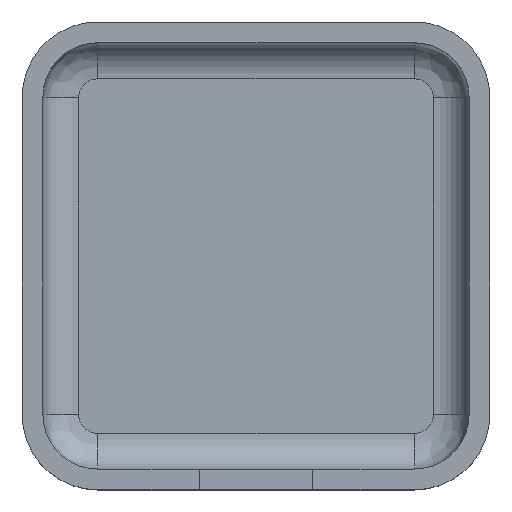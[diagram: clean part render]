
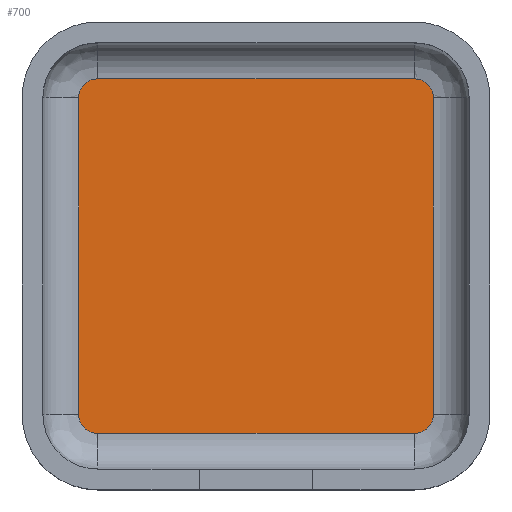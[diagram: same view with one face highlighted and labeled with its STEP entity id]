
A CAD part, top view. The second image highlights one B-rep face of the part: STEP entity #700.
In plain terms, the highlighted planar face has unit normal (0, 0, 1).
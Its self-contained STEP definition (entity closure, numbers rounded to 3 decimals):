
#37=PLANE('',#780);
#69=FACE_OUTER_BOUND('',#113,.T.);
#113=EDGE_LOOP('',(#556,#557,#558,#559,#560,#561,#562,#563));
#158=LINE('',#1120,#213);
#163=LINE('',#1148,#218);
#168=LINE('',#1176,#223);
#172=LINE('',#1200,#227);
#213=VECTOR('',#888,10.);
#218=VECTOR('',#909,10.);
#223=VECTOR('',#930,10.);
#227=VECTOR('',#950,10.);
#251=CIRCLE('',#750,2.5);
#256=CIRCLE('',#758,2.5);
#261=CIRCLE('',#766,2.5);
#266=CIRCLE('',#774,2.5);
#312=VERTEX_POINT('',#1107);
#313=VERTEX_POINT('',#1109);
#316=VERTEX_POINT('',#1119);
#319=VERTEX_POINT('',#1137);
#322=VERTEX_POINT('',#1147);
#325=VERTEX_POINT('',#1165);
#328=VERTEX_POINT('',#1175);
#331=VERTEX_POINT('',#1193);
#382=EDGE_CURVE('',#313,#312,#251,.T.);
#387=EDGE_CURVE('',#316,#313,#158,.T.);
#392=EDGE_CURVE('',#319,#316,#256,.T.);
#397=EDGE_CURVE('',#322,#319,#163,.T.);
#402=EDGE_CURVE('',#325,#322,#261,.T.);
#407=EDGE_CURVE('',#328,#325,#168,.T.);
#412=EDGE_CURVE('',#331,#328,#266,.T.);
#416=EDGE_CURVE('',#312,#331,#172,.T.);
#556=ORIENTED_EDGE('',*,*,#382,.T.);
#557=ORIENTED_EDGE('',*,*,#416,.T.);
#558=ORIENTED_EDGE('',*,*,#412,.T.);
#559=ORIENTED_EDGE('',*,*,#407,.T.);
#560=ORIENTED_EDGE('',*,*,#402,.T.);
#561=ORIENTED_EDGE('',*,*,#397,.T.);
#562=ORIENTED_EDGE('',*,*,#392,.T.);
#563=ORIENTED_EDGE('',*,*,#387,.T.);
#700=ADVANCED_FACE('',(#69),#37,.T.);
#750=AXIS2_PLACEMENT_3D('',#1110,#875,#876);
#758=AXIS2_PLACEMENT_3D('',#1138,#896,#897);
#766=AXIS2_PLACEMENT_3D('',#1166,#917,#918);
#774=AXIS2_PLACEMENT_3D('',#1194,#938,#939);
#780=AXIS2_PLACEMENT_3D('',#1201,#951,#952);
#875=DIRECTION('center_axis',(0.,0.,1.));
#876=DIRECTION('ref_axis',(-0.707,-0.707,0.));
#888=DIRECTION('',(0.,-1.,0.));
#896=DIRECTION('center_axis',(0.,0.,1.));
#897=DIRECTION('ref_axis',(-0.707,0.707,0.));
#909=DIRECTION('',(-1.,0.,0.));
#917=DIRECTION('center_axis',(0.,0.,1.));
#918=DIRECTION('ref_axis',(0.707,0.707,0.));
#930=DIRECTION('',(0.,1.,0.));
#938=DIRECTION('center_axis',(0.,0.,1.));
#939=DIRECTION('ref_axis',(0.707,-0.707,0.));
#950=DIRECTION('',(1.,0.,0.));
#951=DIRECTION('center_axis',(0.,0.,1.));
#952=DIRECTION('ref_axis',(1.,0.,0.));
#1107=CARTESIAN_POINT('',(10.,7.5,2.75));
#1109=CARTESIAN_POINT('',(7.5,10.,2.75));
#1110=CARTESIAN_POINT('Origin',(10.,10.,2.75));
#1119=CARTESIAN_POINT('',(7.5,52.,2.75));
#1120=CARTESIAN_POINT('',(7.5,46.5,2.75));
#1137=CARTESIAN_POINT('',(10.,54.5,2.75));
#1138=CARTESIAN_POINT('Origin',(10.,52.,2.75));
#1147=CARTESIAN_POINT('',(52.,54.5,2.75));
#1148=CARTESIAN_POINT('',(46.5,54.5,2.75));
#1165=CARTESIAN_POINT('',(54.5,52.,2.75));
#1166=CARTESIAN_POINT('Origin',(52.,52.,2.75));
#1175=CARTESIAN_POINT('',(54.5,10.,2.75));
#1176=CARTESIAN_POINT('',(54.5,15.5,2.75));
#1193=CARTESIAN_POINT('',(52.,7.5,2.75));
#1194=CARTESIAN_POINT('Origin',(52.,10.,2.75));
#1200=CARTESIAN_POINT('',(15.5,7.5,2.75));
#1201=CARTESIAN_POINT('Origin',(31.,31.,2.75));
